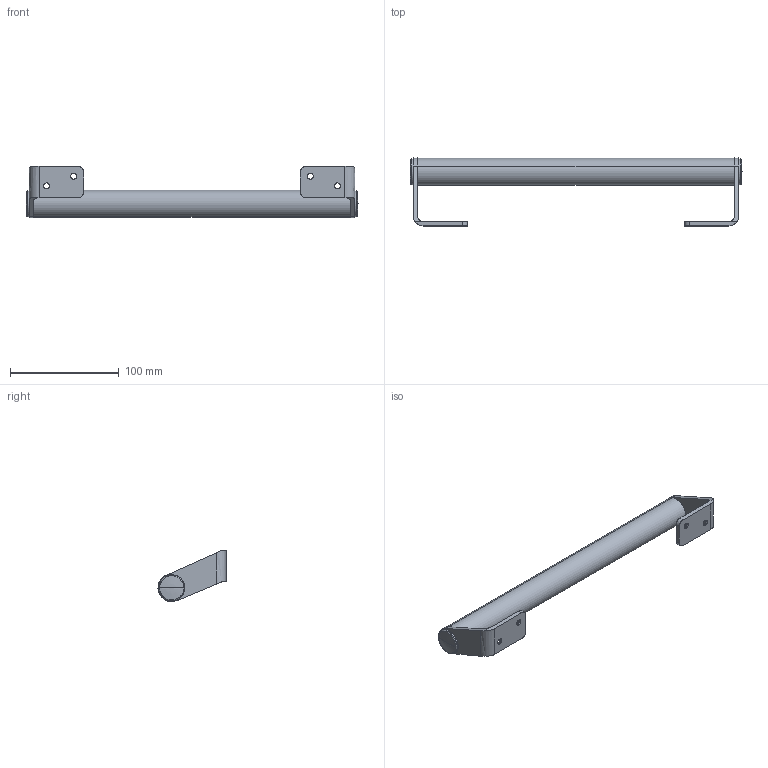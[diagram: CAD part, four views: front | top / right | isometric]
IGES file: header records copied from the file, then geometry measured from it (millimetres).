
Start section: SolidWorks IGES file using analytic representation for surfaces
Global section: file name: A-236-2.IGS,15; native system: HSolidWorks 2021; preprocessor: SolidWorks 2021; author: 1300nh; date: 230804.165422; units: millimetre
Bounding box: 306 x 62.7 x 47.2 mm (x, y, z)
Surface area: 66993.4 mm2 (no closed solid volume)
Topology: 0 solids, 0 shells, 366 faces, 3698 edges, 3696 vertices
Faces by surface type: revolution 206, bspline 160
